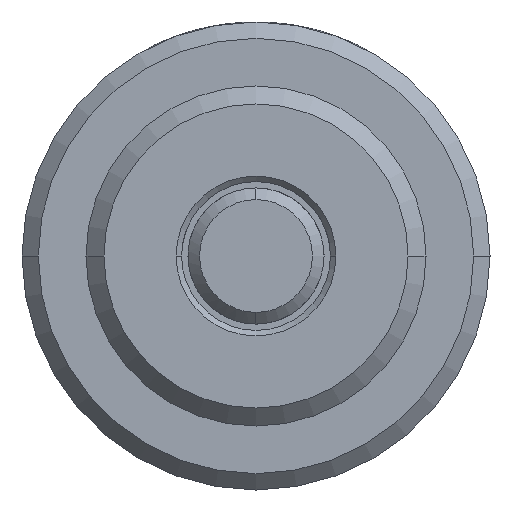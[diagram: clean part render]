
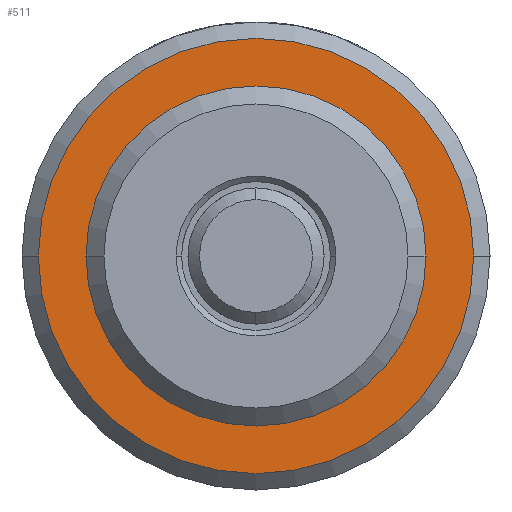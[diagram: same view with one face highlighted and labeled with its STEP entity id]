
A CAD part, left-side view. The second image highlights one B-rep face of the part: STEP entity #511.
In plain terms, the highlighted planar face has unit normal (-1, 0, 0).
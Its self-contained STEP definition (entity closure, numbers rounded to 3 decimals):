
#218 = EDGE_CURVE ( 'NONE', #3655, #1584, #1101, .T. ) ;
#309 = CARTESIAN_POINT ( 'NONE',  ( 12.7, 0., 0. ) ) ;
#511 = ADVANCED_FACE ( 'NONE', ( #5154, #1420 ), #3099, .F. ) ;
#531 = CIRCLE ( 'NONE', #4970, 7.906 ) ;
#763 = DIRECTION ( 'NONE',  ( 1., 0., 0. ) ) ;
#911 = ORIENTED_EDGE ( 'NONE', *, *, #2122, .T. ) ;
#1007 = DIRECTION ( 'NONE',  ( 1., 0., 0. ) ) ;
#1072 = DIRECTION ( 'NONE',  ( 1., 0., 0. ) ) ;
#1101 = CIRCLE ( 'NONE', #3211, 10.16 ) ;
#1120 = CARTESIAN_POINT ( 'NONE',  ( 12.7, 0., -10.16 ) ) ;
#1215 = CARTESIAN_POINT ( 'NONE',  ( 12.7, 0., -7.906 ) ) ;
#1282 = CIRCLE ( 'NONE', #4342, 10.16 ) ;
#1353 = ORIENTED_EDGE ( 'NONE', *, *, #3306, .F. ) ;
#1420 = FACE_BOUND ( 'NONE', #3349, .T. ) ;
#1584 = VERTEX_POINT ( 'NONE', #1120 ) ;
#1814 = VERTEX_POINT ( 'NONE', #1215 ) ;
#1916 = CIRCLE ( 'NONE', #3671, 7.906 ) ;
#2020 = DIRECTION ( 'NONE',  ( 0., 0., -1. ) ) ;
#2122 = EDGE_CURVE ( 'NONE', #4032, #1814, #1916, .T. ) ;
#2152 = CARTESIAN_POINT ( 'NONE',  ( 12.7, 0., 0. ) ) ;
#2485 = AXIS2_PLACEMENT_3D ( 'NONE', #4747, #1007, #5227 ) ;
#3099 = PLANE ( 'NONE',  #2485 ) ;
#3211 = AXIS2_PLACEMENT_3D ( 'NONE', #309, #3243, #4461 ) ;
#3243 = DIRECTION ( 'NONE',  ( 1., 0., 0. ) ) ;
#3306 = EDGE_CURVE ( 'NONE', #1584, #3655, #1282, .T. ) ;
#3349 = EDGE_LOOP ( 'NONE', ( #3816, #911 ) ) ;
#3421 = DIRECTION ( 'NONE',  ( 1., 0., 0. ) ) ;
#3546 = CARTESIAN_POINT ( 'NONE',  ( 12.7, 0., 0. ) ) ;
#3655 = VERTEX_POINT ( 'NONE', #4407 ) ;
#3671 = AXIS2_PLACEMENT_3D ( 'NONE', #2152, #3421, #5121 ) ;
#3790 = ORIENTED_EDGE ( 'NONE', *, *, #218, .F. ) ;
#3816 = ORIENTED_EDGE ( 'NONE', *, *, #3991, .T. ) ;
#3991 = EDGE_CURVE ( 'NONE', #1814, #4032, #531, .T. ) ;
#4032 = VERTEX_POINT ( 'NONE', #4369 ) ;
#4342 = AXIS2_PLACEMENT_3D ( 'NONE', #3546, #1072, #5266 ) ;
#4369 = CARTESIAN_POINT ( 'NONE',  ( 12.7, 0., 7.906 ) ) ;
#4407 = CARTESIAN_POINT ( 'NONE',  ( 12.7, 0., 10.16 ) ) ;
#4430 = EDGE_LOOP ( 'NONE', ( #3790, #1353 ) ) ;
#4461 = DIRECTION ( 'NONE',  ( 0., 0., -1. ) ) ;
#4747 = CARTESIAN_POINT ( 'NONE',  ( 12.7, 0., 0. ) ) ;
#4970 = AXIS2_PLACEMENT_3D ( 'NONE', #5307, #763, #2020 ) ;
#5121 = DIRECTION ( 'NONE',  ( 0., 0., -1. ) ) ;
#5154 = FACE_OUTER_BOUND ( 'NONE', #4430, .T. ) ;
#5227 = DIRECTION ( 'NONE',  ( 0., 0., -1. ) ) ;
#5266 = DIRECTION ( 'NONE',  ( 0., 0., -1. ) ) ;
#5307 = CARTESIAN_POINT ( 'NONE',  ( 12.7, 0., 0. ) ) ;
